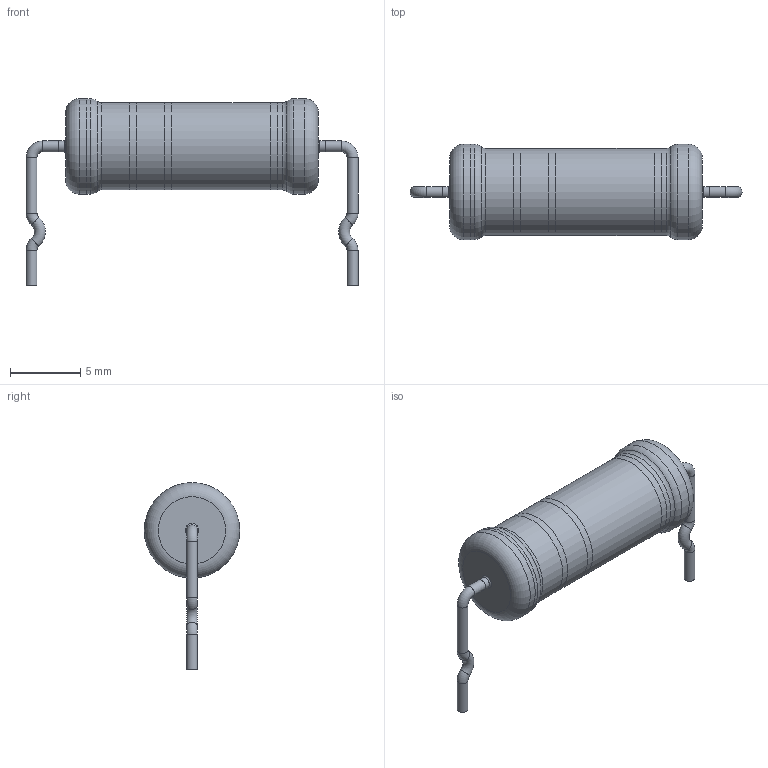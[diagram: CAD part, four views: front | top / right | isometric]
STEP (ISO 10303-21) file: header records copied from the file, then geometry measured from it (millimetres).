
FILE_DESCRIPTION(('STEP AP214'), '1');
FILE_NAME('VR68', '2016-06-12T10:20:28', ('Nobody'), (''), 'ASCON STEP Converter 1.3', 'ASCON Math Kernel', '');
FILE_SCHEMA(('AUTOMOTIVE_DESIGN { 1 0 10303 214 3 1 1}'));
Length unit declared in the file: millimetre
Bounding box: 23.64 x 6.8 x 13.3 mm (x, y, z)
Volume: 573.4 mm3; surface area: 477.4 mm2
Topology: 3 solids, 3 shells, 42 faces, 73 edges, 39 vertices
Faces by surface type: cylinder 18, torus 16, plane 8
Full cylindrical faces by diameter (mm): 0.78 x8, 6.2 x7, 6.8 x3
Entity records: 1206 total; most frequent: DIRECTION 164, CARTESIAN_POINT 121, AXIS2_PLACEMENT_3D 82, EDGE_LOOP 78, ORIENTED_EDGE 78, FACE_OUTER_BOUND 68, COLOUR_RGB 45, FILL_AREA_STYLE_COLOUR 45
